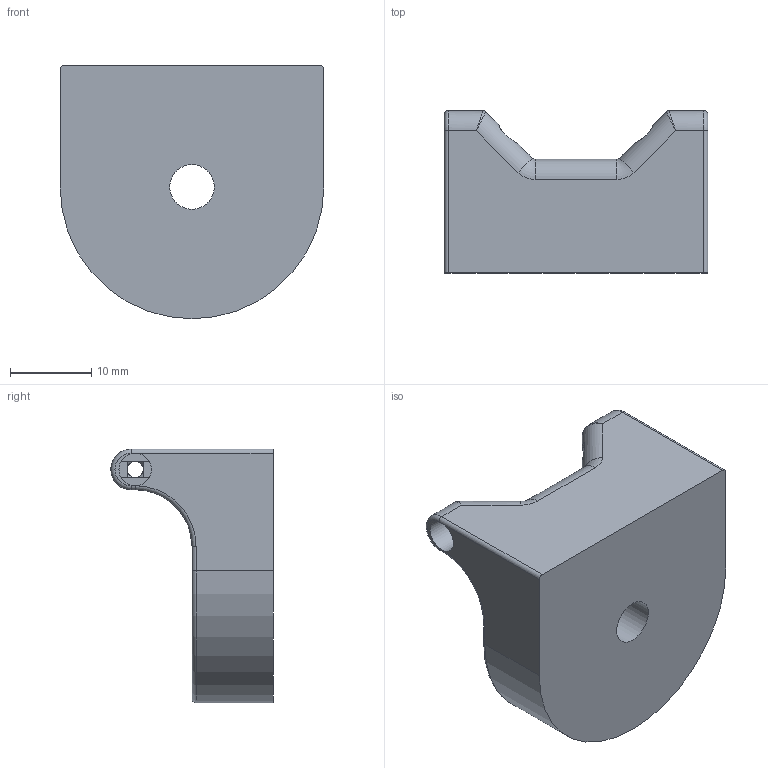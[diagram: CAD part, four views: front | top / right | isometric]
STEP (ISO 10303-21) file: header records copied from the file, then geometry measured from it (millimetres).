
FILE_DESCRIPTION(/* description */ ('STEP AP242','CAx-IF Rec.Pracs.---Representation and Presentation of Product Manufacturing Information (PMI)---4.0---2014-10-13','CAx-IF Rec.Pracs.---3D Tessellated Geometry---0.4---2014-09-14','2;1'),/* implementation_level */ '2;1');
FILE_NAME(/* name */ '67b483cd8bc50956cb75f47a',/* time_stamp */ '2025-02-18T12:57:49Z',/* author */ (''),/* organization */ (''),/* preprocessor_version */ 'ST-DEVELOPER v20',/* originating_system */ 'ONSHAPE BY PTC INC, 1.193',/* authorisation */ ' ');
FILE_SCHEMA (('AP242_MANAGED_MODEL_BASED_3D_ENGINEERING_MIM_LF { 1 0 10303 442 1 1 4 }'));
Length unit declared in the file: metre
Products named in the file (1): Female Joint to M5
Bounding box: 32.5 x 20 x 31.25 mm (x, y, z)
Volume: 9697 mm3; surface area: 3643 mm2
Topology: 1 solids, 1 shells, 64 faces, 163 edges, 94 vertices
Faces by surface type: plane 21, cylinder 20, bspline 12, torus 7, cone 4
Full cylindrical faces by diameter (mm): 2 x2, 4 x1, 5.5 x1, 10 x1
Entity records: 3958 total; most frequent: CARTESIAN_POINT 2524, ORIENTED_EDGE 298, DIRECTION 280, EDGE_CURVE 149, AXIS2_PLACEMENT_3D 111, VERTEX_POINT 91, EDGE_LOOP 74, FACE_BOUND 74
